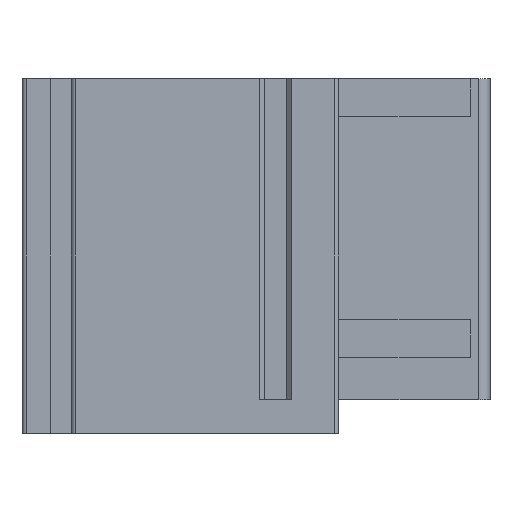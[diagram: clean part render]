
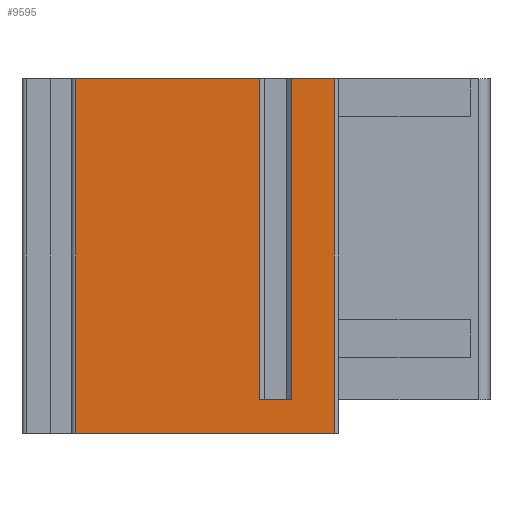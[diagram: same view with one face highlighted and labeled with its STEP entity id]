
A CAD part, front view. The second image highlights one B-rep face of the part: STEP entity #9595.
In plain terms, the highlighted planar face has unit normal (0, -1, 0).
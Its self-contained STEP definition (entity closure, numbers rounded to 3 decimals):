
#1055=ORIENTED_EDGE('',*,*,#3051,.T.);
#1056=ORIENTED_EDGE('',*,*,#3053,.F.);
#1057=ORIENTED_EDGE('',*,*,#3046,.F.);
#1058=ORIENTED_EDGE('',*,*,#3054,.F.);
#1059=ORIENTED_EDGE('',*,*,#3041,.T.);
#1060=ORIENTED_EDGE('',*,*,#3055,.T.);
#1061=ORIENTED_EDGE('',*,*,#3056,.F.);
#1062=ORIENTED_EDGE('',*,*,#3057,.F.);
#3041=EDGE_CURVE('',#3993,#3992,#4560,.T.);
#3046=EDGE_CURVE('',#3997,#3994,#4564,.T.);
#3051=EDGE_CURVE('',#4001,#4000,#4569,.T.);
#3053=EDGE_CURVE('',#3994,#4000,#4571,.T.);
#3054=EDGE_CURVE('',#3993,#3997,#4572,.T.);
#3055=EDGE_CURVE('',#3992,#4002,#4573,.T.);
#3056=EDGE_CURVE('',#4003,#4002,#4574,.T.);
#3057=EDGE_CURVE('',#4001,#4003,#4575,.T.);
#3992=VERTEX_POINT('',#13692);
#3993=VERTEX_POINT('',#13694);
#3994=VERTEX_POINT('',#13698);
#3997=VERTEX_POINT('',#13703);
#4000=VERTEX_POINT('',#13713);
#4001=VERTEX_POINT('',#13715);
#4002=VERTEX_POINT('',#13721);
#4003=VERTEX_POINT('',#13723);
#4560=LINE('',#13693,#5271);
#4564=LINE('',#13704,#5275);
#4569=LINE('',#13714,#5280);
#4571=LINE('',#13718,#5282);
#4572=LINE('',#13719,#5283);
#4573=LINE('',#13720,#5284);
#4574=LINE('',#13722,#5285);
#4575=LINE('',#13724,#5286);
#5271=VECTOR('',#11315,1000.);
#5275=VECTOR('',#11323,1000.);
#5280=VECTOR('',#11332,1000.);
#5282=VECTOR('',#11336,1000.);
#5283=VECTOR('',#11337,1000.);
#5284=VECTOR('',#11338,1000.);
#5285=VECTOR('',#11339,1000.);
#5286=VECTOR('',#11340,1000.);
#5801=EDGE_LOOP('',(#1055,#1056,#1057,#1058,#1059,#1060,#1061,#1062));
#6226=FACE_BOUND('',#5801,.T.);
#6603=PLANE('',#10139);
#9595=ADVANCED_FACE('',(#6226),#6603,.F.);
#10139=AXIS2_PLACEMENT_3D('',#13717,#11334,#11335);
#11315=DIRECTION('',(0.,0.,-1.));
#11323=DIRECTION('',(0.,0.,-1.));
#11332=DIRECTION('',(0.,0.,-1.));
#11334=DIRECTION('',(0.,1.,0.));
#11335=DIRECTION('',(0.,0.,1.));
#11336=DIRECTION('',(1.,0.,0.));
#11337=DIRECTION('',(1.,0.,0.));
#11338=DIRECTION('',(1.,0.,0.));
#11339=DIRECTION('',(0.,0.,-1.));
#11340=DIRECTION('',(1.,0.,0.));
#13692=CARTESIAN_POINT('',(2.35,0.,-1.45));
#13693=CARTESIAN_POINT('',(2.35,0.,14.));
#13694=CARTESIAN_POINT('',(2.35,0.,14.));
#13698=CARTESIAN_POINT('',(10.35,0.,0.));
#13703=CARTESIAN_POINT('',(10.35,0.,14.));
#13704=CARTESIAN_POINT('',(10.35,0.,14.));
#13713=CARTESIAN_POINT('',(11.75,0.,0.));
#13714=CARTESIAN_POINT('',(11.75,0.,14.));
#13715=CARTESIAN_POINT('',(11.75,0.,14.));
#13717=CARTESIAN_POINT('',(11.75,0.,14.));
#13718=CARTESIAN_POINT('',(2.35,0.,0.));
#13719=CARTESIAN_POINT('',(2.35,0.,14.));
#13720=CARTESIAN_POINT('',(2.35,0.,-1.45));
#13721=CARTESIAN_POINT('',(13.6,0.,-1.45));
#13722=CARTESIAN_POINT('',(13.6,0.,14.));
#13723=CARTESIAN_POINT('',(13.6,0.,14.));
#13724=CARTESIAN_POINT('',(11.75,0.,14.));
